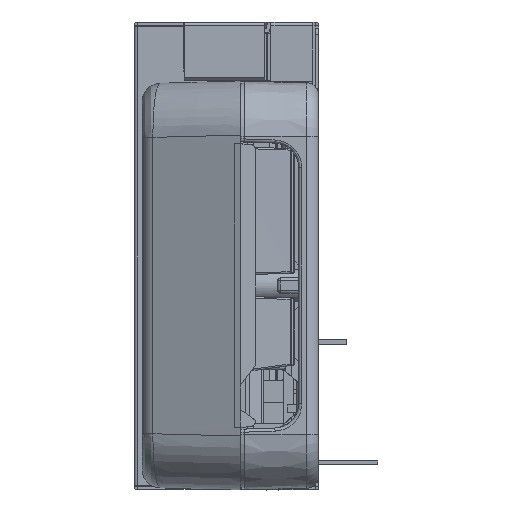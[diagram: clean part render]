
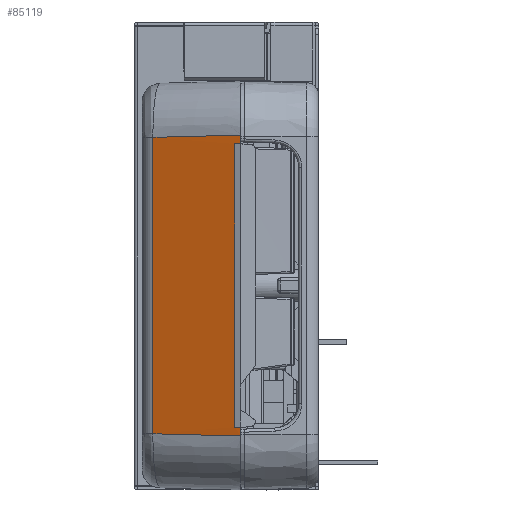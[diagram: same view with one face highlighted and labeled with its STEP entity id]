
A CAD part, left-side view. The second image highlights one B-rep face of the part: STEP entity #85119.
In plain terms, the highlighted cylindrical face has radius 252.738 mm (diameter 505.476 mm), a partial arc.
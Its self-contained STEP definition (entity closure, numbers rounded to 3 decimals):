
#67748=DIRECTION('',(-0.001,-0.001,1.));
#67749=VECTOR('',#67748,1.431);
#67750=CARTESIAN_POINT('',(23.002,16.,
-24.431));
#67751=LINE('',#67750,#67749);
#67826=DIRECTION('',(0.001,0.001,1.));
#67827=VECTOR('',#67826,1.431);
#67828=CARTESIAN_POINT('',(23.001,15.998,23.));
#67829=LINE('',#67828,#67827);
#68053=CARTESIAN_POINT('',(-212.819,107.784,-23.));
#68054=DIRECTION('',(0.,0.,-1.));
#68055=DIRECTION('',(0.932,-0.363,0.));
#68056=AXIS2_PLACEMENT_3D('',#68053,#68054,#68055);
#68058=DIRECTION('',(0.,0.,1.));
#68059=VECTOR('',#68058,46.);
#68060=CARTESIAN_POINT('',(22.61,15.,-23.));
#68061=LINE('',#68060,#68059);
#68066=CARTESIAN_POINT('',(-212.527,107.667,23.));
#68067=DIRECTION('',(0.,0.,-1.));
#68068=DIRECTION('',(0.932,-0.363,0.));
#68069=AXIS2_PLACEMENT_3D('',#68066,#68067,#68068);
#68071=CARTESIAN_POINT('',(23.002,16.,
-24.431));
#68072=CARTESIAN_POINT('',(22.377,14.393,
-24.39));
#68073=CARTESIAN_POINT('',(21.094,11.195,
-24.31));
#68074=CARTESIAN_POINT('',(19.075,6.444,
-24.19));
#68075=CARTESIAN_POINT('',(17.665,3.305,
-24.11));
#68076=CARTESIAN_POINT('',(16.943,1.743,
-24.071));
#68078=DIRECTION('',(0.,0.,1.));
#68079=VECTOR('',#68078,48.142);
#68080=CARTESIAN_POINT('',(16.943,1.743,
-24.071));
#68081=LINE('',#68080,#68079);
#68082=CARTESIAN_POINT('',(16.943,1.743,24.071));
#68083=CARTESIAN_POINT('',(17.665,3.305,24.11));
#68084=CARTESIAN_POINT('',(19.075,6.444,24.19));
#68085=CARTESIAN_POINT('',(21.094,11.195,24.31));
#68086=CARTESIAN_POINT('',(22.377,14.393,24.39));
#68087=CARTESIAN_POINT('',(23.002,16.,24.431));
#82313=CARTESIAN_POINT('',(23.001,15.998,23.));
#82314=VERTEX_POINT('',#82313);
#82318=CARTESIAN_POINT('',(23.001,15.998,
-23.));
#82319=VERTEX_POINT('',#82318);
#82402=CARTESIAN_POINT('',(16.943,1.743,
-24.071));
#82403=VERTEX_POINT('',#82402);
#82404=CARTESIAN_POINT('',(16.943,1.743,24.071));
#82405=VERTEX_POINT('',#82404);
#82406=VERTEX_POINT('',#68087);
#82421=CARTESIAN_POINT('',(22.61,15.,23.));
#82422=VERTEX_POINT('',#82421);
#82423=CARTESIAN_POINT('',(22.61,15.,-23.));
#82424=VERTEX_POINT('',#82423);
#82425=VERTEX_POINT('',#68071);
#85101=CARTESIAN_POINT('',(-212.527,107.667,-39.84));
#85102=DIRECTION('',(0.,0.,-1.));
#85103=DIRECTION('',(0.932,-0.362,0.));
#85104=AXIS2_PLACEMENT_3D('',#85101,#85102,#85103);
#85105=CYLINDRICAL_SURFACE('',#85104,252.738);
#85106=ORIENTED_EDGE('',*,*,#85094,.T.);
#85107=ORIENTED_EDGE('',*,*,#85092,.F.);
#85108=ORIENTED_EDGE('',*,*,#85090,.F.);
#85109=ORIENTED_EDGE('',*,*,#83926,.F.);
#85111=ORIENTED_EDGE('',*,*,#85110,.T.);
#85113=ORIENTED_EDGE('',*,*,#85112,.T.);
#85115=ORIENTED_EDGE('',*,*,#85114,.T.);
#85116=ORIENTED_EDGE('',*,*,#84046,.F.);
#85117=EDGE_LOOP('',(#85106,#85107,#85108,#85109,#85111,#85113,#85115,#85116));
#85118=FACE_OUTER_BOUND('',#85117,.F.);
#85119=ADVANCED_FACE('',(#85118),#85105,.T.);
#68057=CIRCLE('',#68056,253.053);
#68070=CIRCLE('',#68069,252.738);
#68077=B_SPLINE_CURVE_WITH_KNOTS('',3,(#68071,#68072,#68073,#68074,#68075,
#68076),.UNSPECIFIED.,.F.,.F.,(4,1,1,4),(0.,0.333,
0.667,1.),.UNSPECIFIED.);
#68088=B_SPLINE_CURVE_WITH_KNOTS('',3,(#68082,#68083,#68084,#68085,#68086,
#68087),.UNSPECIFIED.,.F.,.F.,(4,1,1,4),(0.,0.333,
0.667,1.),.UNSPECIFIED.);
#83926=EDGE_CURVE('',#82425,#82319,#67751,.T.);
#84046=EDGE_CURVE('',#82314,#82406,#67829,.T.);
#85090=EDGE_CURVE('',#82319,#82424,#68057,.T.);
#85092=EDGE_CURVE('',#82424,#82422,#68061,.T.);
#85094=EDGE_CURVE('',#82314,#82422,#68070,.T.);
#85110=EDGE_CURVE('',#82425,#82403,#68077,.T.);
#85112=EDGE_CURVE('',#82403,#82405,#68081,.T.);
#85114=EDGE_CURVE('',#82405,#82406,#68088,.T.);
